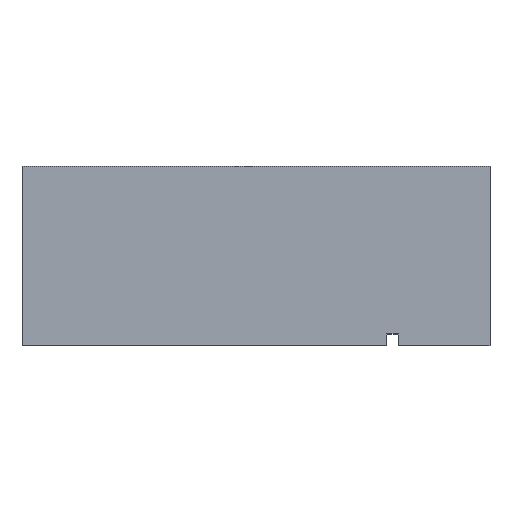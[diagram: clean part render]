
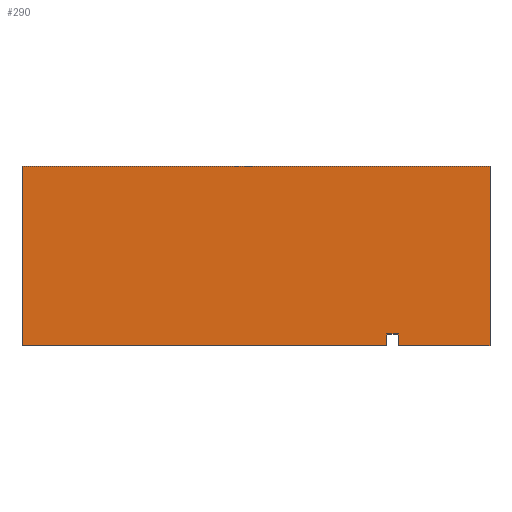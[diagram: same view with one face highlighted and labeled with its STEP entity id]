
A CAD part, top view. The second image highlights one B-rep face of the part: STEP entity #290.
In plain terms, the highlighted planar face has unit normal (0, 0, 1).
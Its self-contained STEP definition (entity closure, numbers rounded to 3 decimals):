
#42=CARTESIAN_POINT('',(240.,-106.,4.));
#43=VERTEX_POINT('',#42);
#50=CARTESIAN_POINT('',(240.,-198.,4.));
#51=VERTEX_POINT('',#50);
#52=CARTESIAN_POINT('',(240.,-106.,4.));
#53=DIRECTION('',(0.,-1.,0.));
#54=VECTOR('',#53,92.);
#55=LINE('',#52,#54);
#56=EDGE_CURVE('',#43,#51,#55,.T.);
#80=CARTESIAN_POINT('',(0.,-106.,4.));
#81=VERTEX_POINT('',#80);
#88=CARTESIAN_POINT('',(0.,-106.,4.));
#89=DIRECTION('',(1.,0.,-0.));
#90=VECTOR('',#89,240.);
#91=LINE('',#88,#90);
#92=EDGE_CURVE('',#81,#43,#91,.T.);
#111=CARTESIAN_POINT('',(0.,-198.,4.));
#112=VERTEX_POINT('',#111);
#119=CARTESIAN_POINT('',(0.,-106.,4.));
#120=DIRECTION('',(0.,-1.,0.));
#121=VECTOR('',#120,92.);
#122=LINE('',#119,#121);
#123=EDGE_CURVE('',#81,#112,#122,.T.);
#142=CARTESIAN_POINT('',(187.,-198.,4.));
#143=VERTEX_POINT('',#142);
#150=CARTESIAN_POINT('',(0.,-198.,4.));
#151=DIRECTION('',(1.,0.,-0.));
#152=VECTOR('',#151,187.);
#153=LINE('',#150,#152);
#154=EDGE_CURVE('',#112,#143,#153,.T.);
#173=CARTESIAN_POINT('',(187.,-192.,4.));
#174=VERTEX_POINT('',#173);
#181=CARTESIAN_POINT('',(187.,-198.,4.));
#182=DIRECTION('',(0.,1.,0.));
#183=VECTOR('',#182,6.);
#184=LINE('',#181,#183);
#185=EDGE_CURVE('',#143,#174,#184,.T.);
#204=CARTESIAN_POINT('',(193.,-192.,4.));
#205=VERTEX_POINT('',#204);
#212=CARTESIAN_POINT('',(187.,-192.,4.));
#213=DIRECTION('',(1.,0.,-0.));
#214=VECTOR('',#213,6.);
#215=LINE('',#212,#214);
#216=EDGE_CURVE('',#174,#205,#215,.T.);
#235=CARTESIAN_POINT('',(193.,-198.,4.));
#236=VERTEX_POINT('',#235);
#243=CARTESIAN_POINT('',(193.,-192.,4.));
#244=DIRECTION('',(0.,-1.,0.));
#245=VECTOR('',#244,6.);
#246=LINE('',#243,#245);
#247=EDGE_CURVE('',#205,#236,#246,.T.);
#265=CARTESIAN_POINT('',(193.,-198.,4.));
#266=DIRECTION('',(1.,0.,-0.));
#267=VECTOR('',#266,47.);
#268=LINE('',#265,#267);
#269=EDGE_CURVE('',#236,#51,#268,.T.);
#275=CARTESIAN_POINT('',(0.,-106.,4.));
#276=DIRECTION('',(0.,0.,1.));
#277=DIRECTION('',(1.,0.,0.));
#278=AXIS2_PLACEMENT_3D('',#275,#276,#277);
#279=PLANE('',#278);
#280=ORIENTED_EDGE('',*,*,#56,.F.);
#281=ORIENTED_EDGE('',*,*,#92,.F.);
#282=ORIENTED_EDGE('',*,*,#123,.T.);
#283=ORIENTED_EDGE('',*,*,#154,.T.);
#284=ORIENTED_EDGE('',*,*,#185,.T.);
#285=ORIENTED_EDGE('',*,*,#216,.T.);
#286=ORIENTED_EDGE('',*,*,#247,.T.);
#287=ORIENTED_EDGE('',*,*,#269,.T.);
#288=EDGE_LOOP('',(#280,#281,#282,#283,#284,#285,#286,#287));
#289=FACE_BOUND('',#288,.T.);
#290=ADVANCED_FACE('',(#289),#279,.T.);
